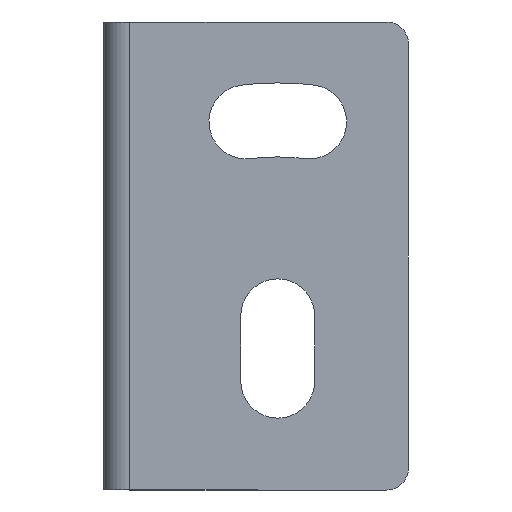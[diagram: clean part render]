
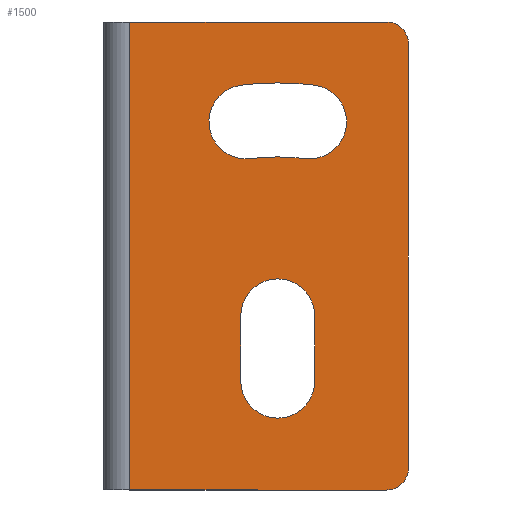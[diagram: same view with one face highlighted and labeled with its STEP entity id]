
A CAD part, front view. The second image highlights one B-rep face of the part: STEP entity #1500.
In plain terms, the highlighted planar face has unit normal (0, -1, 0).
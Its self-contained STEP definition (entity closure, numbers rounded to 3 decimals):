
#33 = VECTOR ( 'NONE', #424, 1000. ) ;
#35 = EDGE_CURVE ( 'NONE', #157, #482, #743, .T. ) ;
#37 = AXIS2_PLACEMENT_3D ( 'NONE', #905, #1278, #1547 ) ;
#53 = CARTESIAN_POINT ( 'NONE',  ( 13.4, -25., -16.5 ) ) ;
#55 = DIRECTION ( 'NONE',  ( 0., -1., 0. ) ) ;
#61 = LINE ( 'NONE', #1268, #810 ) ;
#64 = DIRECTION ( 'NONE',  ( 0., 0., 1. ) ) ;
#69 = DIRECTION ( 'NONE',  ( 0., 0., -1. ) ) ;
#81 = DIRECTION ( 'NONE',  ( 0., 0., 1. ) ) ;
#83 = CARTESIAN_POINT ( 'NONE',  ( 19.4, -25., -10.75 ) ) ;
#91 = PLANE ( 'NONE',  #1038 ) ;
#94 = CIRCLE ( 'NONE', #719, 1.7 ) ;
#103 = CARTESIAN_POINT ( 'NONE',  ( 18.4, -25., -21.5 ) ) ;
#125 = AXIS2_PLACEMENT_3D ( 'NONE', #53, #55, #64 ) ;
#127 = ORIENTED_EDGE ( 'NONE', *, *, #1340, .F. ) ;
#134 = CARTESIAN_POINT ( 'NONE',  ( 15.07, -25., -2.902 ) ) ;
#135 = ORIENTED_EDGE ( 'NONE', *, *, #563, .T. ) ;
#137 = CARTESIAN_POINT ( 'NONE',  ( 15.1, -25., -13.5 ) ) ;
#141 = ORIENTED_EDGE ( 'NONE', *, *, #392, .T. ) ;
#148 = VECTOR ( 'NONE', #81, 1000. ) ;
#150 = ORIENTED_EDGE ( 'NONE', *, *, #1360, .T. ) ;
#157 = VERTEX_POINT ( 'NONE', #607 ) ;
#163 = ORIENTED_EDGE ( 'NONE', *, *, #1072, .T. ) ;
#166 = DIRECTION ( 'NONE',  ( 0., 0., 1. ) ) ;
#174 = ORIENTED_EDGE ( 'NONE', *, *, #997, .T. ) ;
#179 = ORIENTED_EDGE ( 'NONE', *, *, #531, .T. ) ;
#196 = ORIENTED_EDGE ( 'NONE', *, *, #406, .T. ) ;
#197 = DIRECTION ( 'NONE',  ( 0., -1., 0. ) ) ;
#199 = EDGE_CURVE ( 'NONE', #1216, #1365, #1085, .T. ) ;
#201 = FACE_BOUND ( 'NONE', #346, .T. ) ;
#203 = ORIENTED_EDGE ( 'NONE', *, *, #992, .T. ) ;
#211 = CARTESIAN_POINT ( 'NONE',  ( 13.4, -25., -16.5 ) ) ;
#258 = EDGE_CURVE ( 'NONE', #1466, #895, #432, .T. ) ;
#260 = DIRECTION ( 'NONE',  ( 0., -1., 0. ) ) ;
#268 = CARTESIAN_POINT ( 'NONE',  ( 18.4, -25., -20.5 ) ) ;
#269 = CIRCLE ( 'NONE', #917, 1.7 ) ;
#275 = DIRECTION ( 'NONE',  ( 0., 0., 1. ) ) ;
#280 = LINE ( 'NONE', #83, #148 ) ;
#297 = DIRECTION ( 'NONE',  ( -1., 0., 0. ) ) ;
#302 = CARTESIAN_POINT ( 'NONE',  ( 13., -25., 0. ) ) ;
#304 = LINE ( 'NONE', #302, #1511 ) ;
#346 = EDGE_LOOP ( 'NONE', ( #507, #492, #496, #443, #436 ) ) ;
#355 = AXIS2_PLACEMENT_3D ( 'NONE', #211, #197, #166 ) ;
#381 = CIRCLE ( 'NONE', #550, 10.3 ) ;
#383 = ORIENTED_EDGE ( 'NONE', *, *, #199, .F. ) ;
#386 = DIRECTION ( 'NONE',  ( 0., 0., -1. ) ) ;
#392 = EDGE_CURVE ( 'NONE', #1014, #1397, #304, .T. ) ;
#393 = ORIENTED_EDGE ( 'NONE', *, *, #739, .F. ) ;
#396 = CARTESIAN_POINT ( 'NONE',  ( 15.1, -25., -10.75 ) ) ;
#406 = EDGE_CURVE ( 'NONE', #1197, #1095, #280, .T. ) ;
#407 = LINE ( 'NONE', #396, #1456 ) ;
#424 = DIRECTION ( 'NONE',  ( 0., 0., 1. ) ) ;
#428 = DIRECTION ( 'NONE',  ( 0., 0., 1. ) ) ;
#429 = CARTESIAN_POINT ( 'NONE',  ( 11.7, -25., -10.75 ) ) ;
#432 = LINE ( 'NONE', #429, #33 ) ;
#433 = DIRECTION ( 'NONE',  ( 0., 1., 0. ) ) ;
#435 = CARTESIAN_POINT ( 'NONE',  ( 11.938, -25., -4.589 ) ) ;
#436 = ORIENTED_EDGE ( 'NONE', *, *, #258, .T. ) ;
#443 = ORIENTED_EDGE ( 'NONE', *, *, #996, .T. ) ;
#474 = VERTEX_POINT ( 'NONE', #103 ) ;
#482 = VERTEX_POINT ( 'NONE', #137 ) ;
#492 = ORIENTED_EDGE ( 'NONE', *, *, #35, .T. ) ;
#496 = ORIENTED_EDGE ( 'NONE', *, *, #1334, .T. ) ;
#501 = EDGE_LOOP ( 'NONE', ( #393, #383, #163, #135, #1496, #127 ) ) ;
#507 = ORIENTED_EDGE ( 'NONE', *, *, #824, .T. ) ;
#518 = CARTESIAN_POINT ( 'NONE',  ( 6.6, -25., 0. ) ) ;
#531 = EDGE_CURVE ( 'NONE', #474, #1197, #1273, .T. ) ;
#550 = AXIS2_PLACEMENT_3D ( 'NONE', #1311, #1306, #1297 ) ;
#563 = EDGE_CURVE ( 'NONE', #1482, #1245, #983, .T. ) ;
#567 = DIRECTION ( 'NONE',  ( 0., 0., 1. ) ) ;
#569 = DIRECTION ( 'NONE',  ( 0., -1., 0. ) ) ;
#572 = CARTESIAN_POINT ( 'NONE',  ( 14.862, -25., -4.589 ) ) ;
#573 = AXIS2_PLACEMENT_3D ( 'NONE', #1540, #1529, #1522 ) ;
#590 = CARTESIAN_POINT ( 'NONE',  ( 13.4, -25., -16.5 ) ) ;
#599 = DIRECTION ( 'NONE',  ( 0., -1., 0. ) ) ;
#604 = DIRECTION ( 'NONE',  ( 0., 0., 1. ) ) ;
#607 = CARTESIAN_POINT ( 'NONE',  ( 13.4, -25., -11.8 ) ) ;
#629 = FACE_BOUND ( 'NONE', #501, .T. ) ;
#638 = CIRCLE ( 'NONE', #37, 1. ) ;
#711 = DIRECTION ( 'NONE',  ( 0., 0., 1. ) ) ;
#712 = DIRECTION ( 'NONE',  ( 0., 1., 0. ) ) ;
#718 = CARTESIAN_POINT ( 'NONE',  ( 13.4, -25., -13.5 ) ) ;
#719 = AXIS2_PLACEMENT_3D ( 'NONE', #435, #433, #428 ) ;
#739 = EDGE_CURVE ( 'NONE', #1365, #791, #1094, .T. ) ;
#743 = CIRCLE ( 'NONE', #1053, 1.7 ) ;
#747 = CARTESIAN_POINT ( 'NONE',  ( 11.7, -25., -16.5 ) ) ;
#750 = CARTESIAN_POINT ( 'NONE',  ( 14.655, -25., -6.277 ) ) ;
#791 = VERTEX_POINT ( 'NONE', #873 ) ;
#807 = CARTESIAN_POINT ( 'NONE',  ( 19.4, -25., -20.5 ) ) ;
#810 = VECTOR ( 'NONE', #69, 1000. ) ;
#824 = EDGE_CURVE ( 'NONE', #895, #157, #269, .T. ) ;
#873 = CARTESIAN_POINT ( 'NONE',  ( 13.4, -25., -2.8 ) ) ;
#876 = CARTESIAN_POINT ( 'NONE',  ( 6.6, -25., 0. ) ) ;
#886 = DIRECTION ( 'NONE',  ( 0., 0., 1. ) ) ;
#889 = CARTESIAN_POINT ( 'NONE',  ( 13.4, -25., -6.2 ) ) ;
#895 = VERTEX_POINT ( 'NONE', #1143 ) ;
#905 = CARTESIAN_POINT ( 'NONE',  ( 18.4, -25., -1. ) ) ;
#917 = AXIS2_PLACEMENT_3D ( 'NONE', #1324, #990, #886 ) ;
#983 = CIRCLE ( 'NONE', #125, 10.3 ) ;
#990 = DIRECTION ( 'NONE',  ( 0., 1., 0. ) ) ;
#992 = EDGE_CURVE ( 'NONE', #1095, #1014, #638, .T. ) ;
#996 = EDGE_CURVE ( 'NONE', #1142, #1466, #1321, .T. ) ;
#997 = EDGE_CURVE ( 'NONE', #1449, #474, #1516, .T. ) ;
#1014 = VERTEX_POINT ( 'NONE', #1458 ) ;
#1021 = CARTESIAN_POINT ( 'NONE',  ( 15.1, -25., -16.5 ) ) ;
#1033 = DIRECTION ( 'NONE',  ( 0., -1., 0. ) ) ;
#1038 = AXIS2_PLACEMENT_3D ( 'NONE', #518, #1033, #1536 ) ;
#1053 = AXIS2_PLACEMENT_3D ( 'NONE', #718, #712, #711 ) ;
#1072 = EDGE_CURVE ( 'NONE', #1216, #1482, #381, .T. ) ;
#1085 = CIRCLE ( 'NONE', #1468, 1.7 ) ;
#1094 = CIRCLE ( 'NONE', #1179, 13.7 ) ;
#1095 = VERTEX_POINT ( 'NONE', #1248 ) ;
#1142 = VERTEX_POINT ( 'NONE', #1021 ) ;
#1143 = CARTESIAN_POINT ( 'NONE',  ( 11.7, -25., -13.5 ) ) ;
#1147 = CARTESIAN_POINT ( 'NONE',  ( 6.6, -25., -21.5 ) ) ;
#1167 = FACE_OUTER_BOUND ( 'NONE', #1182, .T. ) ;
#1179 = AXIS2_PLACEMENT_3D ( 'NONE', #590, #599, #604 ) ;
#1182 = EDGE_LOOP ( 'NONE', ( #141, #150, #174, #179, #196, #203 ) ) ;
#1197 = VERTEX_POINT ( 'NONE', #807 ) ;
#1216 = VERTEX_POINT ( 'NONE', #750 ) ;
#1245 = VERTEX_POINT ( 'NONE', #1543 ) ;
#1248 = CARTESIAN_POINT ( 'NONE',  ( 19.4, -25., -1. ) ) ;
#1266 = CIRCLE ( 'NONE', #355, 13.7 ) ;
#1268 = CARTESIAN_POINT ( 'NONE',  ( 6.6, -25., -10.75 ) ) ;
#1273 = CIRCLE ( 'NONE', #1354, 1. ) ;
#1278 = DIRECTION ( 'NONE',  ( 0., -1., 0. ) ) ;
#1293 = CARTESIAN_POINT ( 'NONE',  ( 11.73, -25., -2.902 ) ) ;
#1297 = DIRECTION ( 'NONE',  ( 0., 0., 1. ) ) ;
#1306 = DIRECTION ( 'NONE',  ( 0., -1., 0. ) ) ;
#1311 = CARTESIAN_POINT ( 'NONE',  ( 13.4, -25., -16.5 ) ) ;
#1319 = EDGE_CURVE ( 'NONE', #1245, #1470, #94, .T. ) ;
#1321 = CIRCLE ( 'NONE', #573, 1.7 ) ;
#1324 = CARTESIAN_POINT ( 'NONE',  ( 13.4, -25., -13.5 ) ) ;
#1334 = EDGE_CURVE ( 'NONE', #482, #1142, #407, .T. ) ;
#1340 = EDGE_CURVE ( 'NONE', #791, #1470, #1266, .T. ) ;
#1354 = AXIS2_PLACEMENT_3D ( 'NONE', #268, #260, #275 ) ;
#1360 = EDGE_CURVE ( 'NONE', #1397, #1449, #61, .T. ) ;
#1365 = VERTEX_POINT ( 'NONE', #134 ) ;
#1397 = VERTEX_POINT ( 'NONE', #876 ) ;
#1449 = VERTEX_POINT ( 'NONE', #1147 ) ;
#1456 = VECTOR ( 'NONE', #386, 1000. ) ;
#1458 = CARTESIAN_POINT ( 'NONE',  ( 18.4, -25., 0. ) ) ;
#1466 = VERTEX_POINT ( 'NONE', #747 ) ;
#1468 = AXIS2_PLACEMENT_3D ( 'NONE', #572, #569, #567 ) ;
#1470 = VERTEX_POINT ( 'NONE', #1293 ) ;
#1482 = VERTEX_POINT ( 'NONE', #889 ) ;
#1496 = ORIENTED_EDGE ( 'NONE', *, *, #1319, .T. ) ;
#1498 = DIRECTION ( 'NONE',  ( 1., 0., 0. ) ) ;
#1500 = ADVANCED_FACE ( 'NONE', ( #201, #629, #1167 ), #91, .T. ) ;
#1506 = CARTESIAN_POINT ( 'NONE',  ( 13., -25., -21.5 ) ) ;
#1511 = VECTOR ( 'NONE', #297, 1000. ) ;
#1512 = VECTOR ( 'NONE', #1498, 1000. ) ;
#1516 = LINE ( 'NONE', #1506, #1512 ) ;
#1522 = DIRECTION ( 'NONE',  ( 0., 0., 1. ) ) ;
#1529 = DIRECTION ( 'NONE',  ( 0., 1., 0. ) ) ;
#1536 = DIRECTION ( 'NONE',  ( 0., 0., -1. ) ) ;
#1540 = CARTESIAN_POINT ( 'NONE',  ( 13.4, -25., -16.5 ) ) ;
#1543 = CARTESIAN_POINT ( 'NONE',  ( 12.145, -25., -6.277 ) ) ;
#1547 = DIRECTION ( 'NONE',  ( 0., 0., -1. ) ) ;
